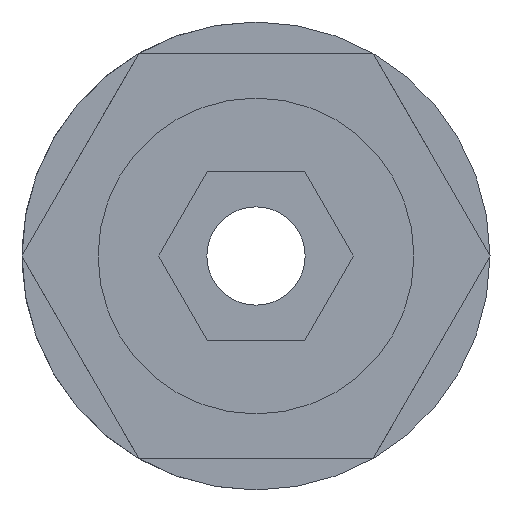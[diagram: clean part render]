
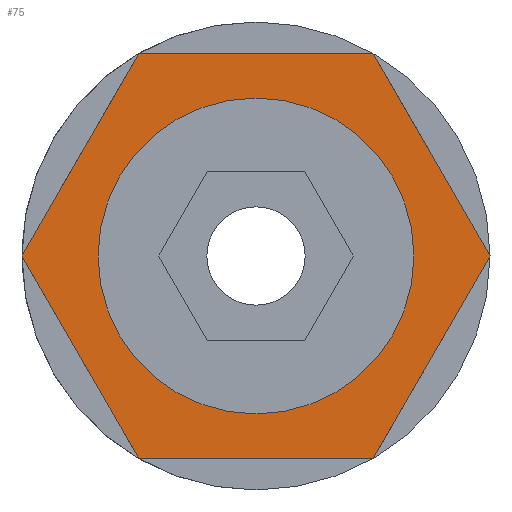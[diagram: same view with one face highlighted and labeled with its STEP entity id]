
A CAD part, front view. The second image highlights one B-rep face of the part: STEP entity #75.
In plain terms, the highlighted planar face has unit normal (0, -1, 0).
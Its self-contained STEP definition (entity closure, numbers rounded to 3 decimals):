
#57 = CARTESIAN_POINT ( 'NONE',  ( 7.5, 3., 4.33 ) ) ;
#58 = DIRECTION ( 'NONE',  ( 0., -1., 0. ) ) ;
#59 = EDGE_CURVE ( 'NONE', #709, #77, #188, .T. ) ;
#72 = CARTESIAN_POINT ( 'NONE',  ( -10., 3., 0. ) ) ;
#75 = ADVANCED_FACE ( 'NONE', ( #626, #1232 ), #469, .T. ) ;
#77 = VERTEX_POINT ( 'NONE', #479 ) ;
#87 = DIRECTION ( 'NONE',  ( -0.5, 0., -0.866 ) ) ;
#88 = VECTOR ( 'NONE', #87, 1000. ) ;
#93 = VERTEX_POINT ( 'NONE', #1073 ) ;
#114 = EDGE_CURVE ( 'NONE', #77, #125, #615, .T. ) ;
#125 = VERTEX_POINT ( 'NONE', #72 ) ;
#126 = DIRECTION ( 'NONE',  ( 0., 0., -1. ) ) ;
#164 = DIRECTION ( 'NONE',  ( 0., 0., -1. ) ) ;
#165 = ORIENTED_EDGE ( 'NONE', *, *, #497, .F. ) ;
#175 = LINE ( 'NONE', #693, #88 ) ;
#188 = LINE ( 'NONE', #584, #463 ) ;
#221 = VERTEX_POINT ( 'NONE', #501 ) ;
#302 = CARTESIAN_POINT ( 'NONE',  ( 0., 3., 6.75 ) ) ;
#349 = VERTEX_POINT ( 'NONE', #302 ) ;
#368 = VECTOR ( 'NONE', #681, 1000. ) ;
#406 = CARTESIAN_POINT ( 'NONE',  ( -7.5, 3., 4.33 ) ) ;
#430 = ORIENTED_EDGE ( 'NONE', *, *, #114, .F. ) ;
#463 = VECTOR ( 'NONE', #571, 1000. ) ;
#469 = PLANE ( 'NONE',  #819 ) ;
#479 = CARTESIAN_POINT ( 'NONE',  ( -5., 3., -8.66 ) ) ;
#483 = DIRECTION ( 'NONE',  ( 0., 0., -1. ) ) ;
#497 = EDGE_CURVE ( 'NONE', #93, #349, #755, .T. ) ;
#501 = CARTESIAN_POINT ( 'NONE',  ( -5., 3., 8.66 ) ) ;
#536 = VECTOR ( 'NONE', #832, 1000. ) ;
#571 = DIRECTION ( 'NONE',  ( -1., 0., 0. ) ) ;
#584 = CARTESIAN_POINT ( 'NONE',  ( 0., 3., -8.66 ) ) ;
#595 = ORIENTED_EDGE ( 'NONE', *, *, #1149, .F. ) ;
#613 = ORIENTED_EDGE ( 'NONE', *, *, #1274, .F. ) ;
#614 = EDGE_LOOP ( 'NONE', ( #165, #871 ) ) ;
#615 = LINE ( 'NONE', #1087, #368 ) ;
#626 = FACE_OUTER_BOUND ( 'NONE', #680, .T. ) ;
#627 = CARTESIAN_POINT ( 'NONE',  ( 0., 3., 8.66 ) ) ;
#648 = VECTOR ( 'NONE', #792, 1000. ) ;
#664 = ORIENTED_EDGE ( 'NONE', *, *, #1001, .F. ) ;
#668 = CARTESIAN_POINT ( 'NONE',  ( 0., 3., 0. ) ) ;
#680 = EDGE_LOOP ( 'NONE', ( #613, #932, #430, #1234, #664, #595 ) ) ;
#681 = DIRECTION ( 'NONE',  ( -0.5, 0., 0.866 ) ) ;
#691 = EDGE_CURVE ( 'NONE', #125, #221, #1187, .T. ) ;
#693 = CARTESIAN_POINT ( 'NONE',  ( 7.5, 3., -4.33 ) ) ;
#709 = VERTEX_POINT ( 'NONE', #831 ) ;
#738 = CIRCLE ( 'NONE', #1290, 6.75 ) ;
#749 = CARTESIAN_POINT ( 'NONE',  ( 5., 3., 8.66 ) ) ;
#755 = CIRCLE ( 'NONE', #900, 6.75 ) ;
#757 = VERTEX_POINT ( 'NONE', #1021 ) ;
#792 = DIRECTION ( 'NONE',  ( 0.5, 0., 0.866 ) ) ;
#819 = AXIS2_PLACEMENT_3D ( 'NONE', #873, #58, #483 ) ;
#831 = CARTESIAN_POINT ( 'NONE',  ( 5., 3., -8.66 ) ) ;
#832 = DIRECTION ( 'NONE',  ( 1., 0., 0. ) ) ;
#845 = CARTESIAN_POINT ( 'NONE',  ( 0., 3., 0. ) ) ;
#871 = ORIENTED_EDGE ( 'NONE', *, *, #1117, .F. ) ;
#873 = CARTESIAN_POINT ( 'NONE',  ( 0., 3., 0. ) ) ;
#877 = DIRECTION ( 'NONE',  ( 0., -1., 0. ) ) ;
#900 = AXIS2_PLACEMENT_3D ( 'NONE', #845, #1034, #126 ) ;
#932 = ORIENTED_EDGE ( 'NONE', *, *, #691, .F. ) ;
#1001 = EDGE_CURVE ( 'NONE', #757, #709, #175, .T. ) ;
#1021 = CARTESIAN_POINT ( 'NONE',  ( 10., 3., 0. ) ) ;
#1022 = LINE ( 'NONE', #627, #536 ) ;
#1027 = VERTEX_POINT ( 'NONE', #749 ) ;
#1034 = DIRECTION ( 'NONE',  ( 0., -1., 0. ) ) ;
#1073 = CARTESIAN_POINT ( 'NONE',  ( 0., 3., -6.75 ) ) ;
#1087 = CARTESIAN_POINT ( 'NONE',  ( -7.5, 3., -4.33 ) ) ;
#1117 = EDGE_CURVE ( 'NONE', #349, #93, #738, .T. ) ;
#1149 = EDGE_CURVE ( 'NONE', #1027, #757, #1280, .T. ) ;
#1169 = DIRECTION ( 'NONE',  ( 0.5, 0., -0.866 ) ) ;
#1187 = LINE ( 'NONE', #406, #648 ) ;
#1232 = FACE_BOUND ( 'NONE', #614, .T. ) ;
#1234 = ORIENTED_EDGE ( 'NONE', *, *, #59, .F. ) ;
#1274 = EDGE_CURVE ( 'NONE', #221, #1027, #1022, .T. ) ;
#1280 = LINE ( 'NONE', #57, #1309 ) ;
#1290 = AXIS2_PLACEMENT_3D ( 'NONE', #668, #877, #164 ) ;
#1309 = VECTOR ( 'NONE', #1169, 1000. ) ;
